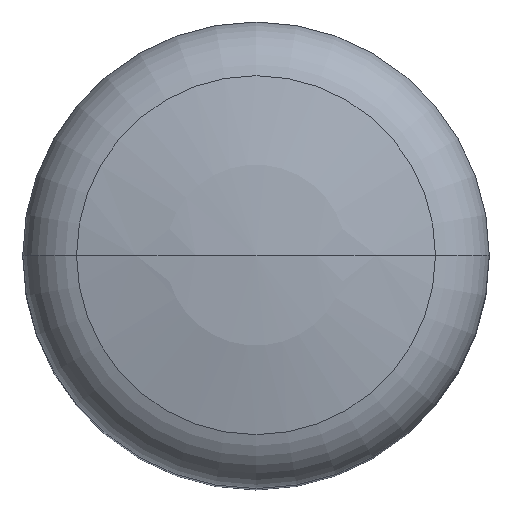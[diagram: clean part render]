
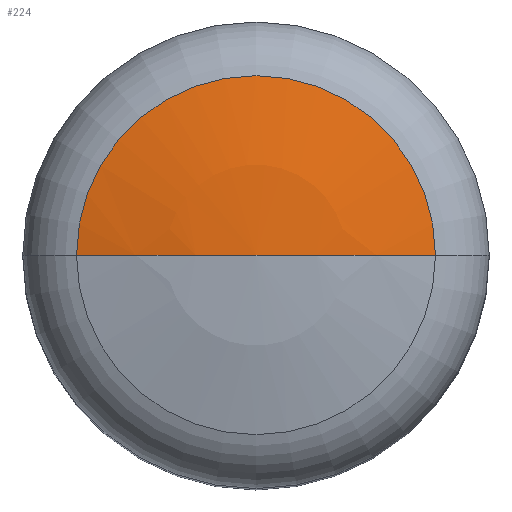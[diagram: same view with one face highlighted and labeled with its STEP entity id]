
A CAD part, top view. The second image highlights one B-rep face of the part: STEP entity #224.
In plain terms, the highlighted spherical face has radius 40 mm.
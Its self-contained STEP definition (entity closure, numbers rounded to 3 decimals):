
#196=EDGE_CURVE('',#314,#290,#472,.T.);
#224=ADVANCED_FACE('',(#504),#505,.T.);
#290=VERTEX_POINT('',#580);
#298=EDGE_CURVE('',#290,#356,#590,.T.);
#314=VERTEX_POINT('',#607);
#334=EDGE_CURVE('',#356,#314,#629,.T.);
#356=VERTEX_POINT('',#654);
#472=CIRCLE('',#771,40.);
#504=FACE_OUTER_BOUND('',#825,.T.);
#505=SPHERICAL_SURFACE('',#826,40.);
#580=CARTESIAN_POINT('',(0.,0.,82.5));
#590=CIRCLE('',#948,40.);
#607=CARTESIAN_POINT('',(-10.,0.,81.23));
#629=CIRCLE('',#1027,10.0);
#654=CARTESIAN_POINT('',(10.0,0.,81.23));
#771=AXIS2_PLACEMENT_3D('',#1197,#1198,#1199);
#825=EDGE_LOOP('',(#1248,#1249,#1250));
#826=AXIS2_PLACEMENT_3D('',#1251,#1252,#1253);
#948=AXIS2_PLACEMENT_3D('',#1362,#1363,#1364);
#1027=AXIS2_PLACEMENT_3D('',#1406,#1407,#1408);
#1197=CARTESIAN_POINT('',(0.,0.,42.5));
#1198=DIRECTION('',(0.,1.0,0.0));
#1199=DIRECTION('',(0.0,-0.0,-1.0));
#1248=ORIENTED_EDGE('',*,*,#196,.T.);
#1249=ORIENTED_EDGE('',*,*,#298,.T.);
#1250=ORIENTED_EDGE('',*,*,#334,.T.);
#1251=CARTESIAN_POINT('',(0.,0.,42.5));
#1252=DIRECTION('',(0.0,0.0,1.0));
#1253=DIRECTION('',(-1.0,0.,0.0));
#1362=CARTESIAN_POINT('',(0.,0.,42.5));
#1363=DIRECTION('',(0.,1.0,0.0));
#1364=DIRECTION('',(0.0,-0.0,-1.0));
#1406=CARTESIAN_POINT('',(0.,0.,81.23));
#1407=DIRECTION('',(0.0,0.0,1.0));
#1408=DIRECTION('',(1.0,0.,0.0));
